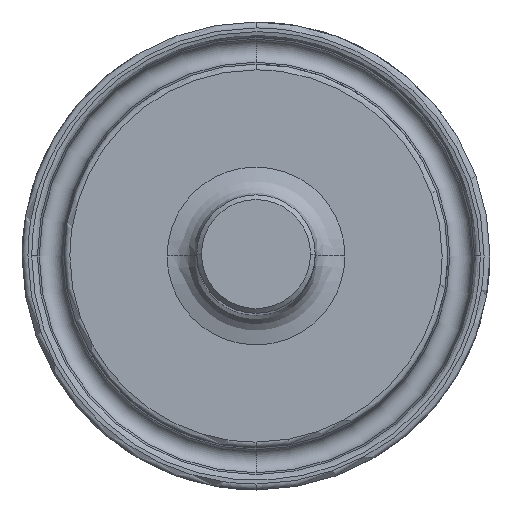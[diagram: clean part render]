
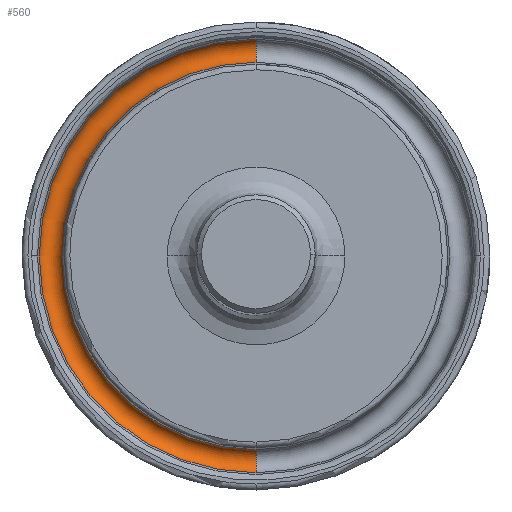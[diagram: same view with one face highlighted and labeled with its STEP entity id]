
A CAD part, top view. The second image highlights one B-rep face of the part: STEP entity #560.
In plain terms, the highlighted toroidal (fillet/blend) face has major radius 21.996 mm and minor radius 1.27 mm.
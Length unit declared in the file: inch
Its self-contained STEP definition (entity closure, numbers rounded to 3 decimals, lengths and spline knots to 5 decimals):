
#33 = ORIENTED_EDGE ( 'NONE', *, *, #1586, .F. ) ;
#52 = AXIS2_PLACEMENT_3D ( 'NONE', #78, #2139, #1002 ) ;
#78 = CARTESIAN_POINT ( 'NONE',  ( 0., -0.866, 1.714 ) ) ;
#98 = ORIENTED_EDGE ( 'NONE', *, *, #1655, .F. ) ;
#168 = DIRECTION ( 'NONE',  ( 0., 1., 0. ) ) ;
#400 = DIRECTION ( 'NONE',  ( 0., 1., 0. ) ) ;
#477 = VERTEX_POINT ( 'NONE', #2239 ) ;
#529 = CARTESIAN_POINT ( 'NONE',  ( 0., 0.866, 1.714 ) ) ;
#560 = ADVANCED_FACE ( 'NONE', ( #861 ), #1785, .F. ) ;
#723 = DIRECTION ( 'NONE',  ( 0., 0., -1. ) ) ;
#757 = CIRCLE ( 'NONE', #2025, 0.91465 ) ;
#861 = FACE_OUTER_BOUND ( 'NONE', #1450, .T. ) ;
#928 = CARTESIAN_POINT ( 'NONE',  ( 0., 0., 1.70108 ) ) ;
#943 = EDGE_CURVE ( 'NONE', #1359, #1295, #1028, .T. ) ;
#1002 = DIRECTION ( 'NONE',  ( 0., 1., 0. ) ) ;
#1028 = CIRCLE ( 'NONE', #1896, 0.8177 ) ;
#1050 = CARTESIAN_POINT ( 'NONE',  ( 0., 0., 1.70246 ) ) ;
#1087 = DIRECTION ( 'NONE',  ( 0., 1., 0. ) ) ;
#1118 = EDGE_CURVE ( 'NONE', #2223, #1295, #1931, .T. ) ;
#1271 = ORIENTED_EDGE ( 'NONE', *, *, #943, .F. ) ;
#1286 = DIRECTION ( 'NONE',  ( -1., 0., 0. ) ) ;
#1295 = VERTEX_POINT ( 'NONE', #1388 ) ;
#1319 = DIRECTION ( 'NONE',  ( 0., 0., 1. ) ) ;
#1359 = VERTEX_POINT ( 'NONE', #1457 ) ;
#1388 = CARTESIAN_POINT ( 'NONE',  ( 0., -0.8177, 1.70108 ) ) ;
#1435 = AXIS2_PLACEMENT_3D ( 'NONE', #1650, #723, #168 ) ;
#1450 = EDGE_LOOP ( 'NONE', ( #33, #2340, #1271, #98 ) ) ;
#1457 = CARTESIAN_POINT ( 'NONE',  ( 0., 0.8177, 1.70108 ) ) ;
#1493 = CARTESIAN_POINT ( 'NONE',  ( 0., -0.91465, 1.70246 ) ) ;
#1586 = EDGE_CURVE ( 'NONE', #2223, #477, #757, .T. ) ;
#1650 = CARTESIAN_POINT ( 'NONE',  ( 0., 0., 1.714 ) ) ;
#1655 = EDGE_CURVE ( 'NONE', #477, #1359, #1677, .T. ) ;
#1677 = CIRCLE ( 'NONE', #1946, 0.05 ) ;
#1785 = TOROIDAL_SURFACE ( 'NONE', #1435, 0.866, 0.05 ) ;
#1896 = AXIS2_PLACEMENT_3D ( 'NONE', #928, #2257, #400 ) ;
#1931 = CIRCLE ( 'NONE', #52, 0.05 ) ;
#1946 = AXIS2_PLACEMENT_3D ( 'NONE', #529, #1286, #1319 ) ;
#2025 = AXIS2_PLACEMENT_3D ( 'NONE', #1050, #2203, #1087 ) ;
#2139 = DIRECTION ( 'NONE',  ( 1., 0., 0. ) ) ;
#2203 = DIRECTION ( 'NONE',  ( 0., 0., -1. ) ) ;
#2223 = VERTEX_POINT ( 'NONE', #1493 ) ;
#2239 = CARTESIAN_POINT ( 'NONE',  ( 0., 0.91465, 1.70246 ) ) ;
#2257 = DIRECTION ( 'NONE',  ( 0., 0., 1. ) ) ;
#2340 = ORIENTED_EDGE ( 'NONE', *, *, #1118, .T. ) ;
